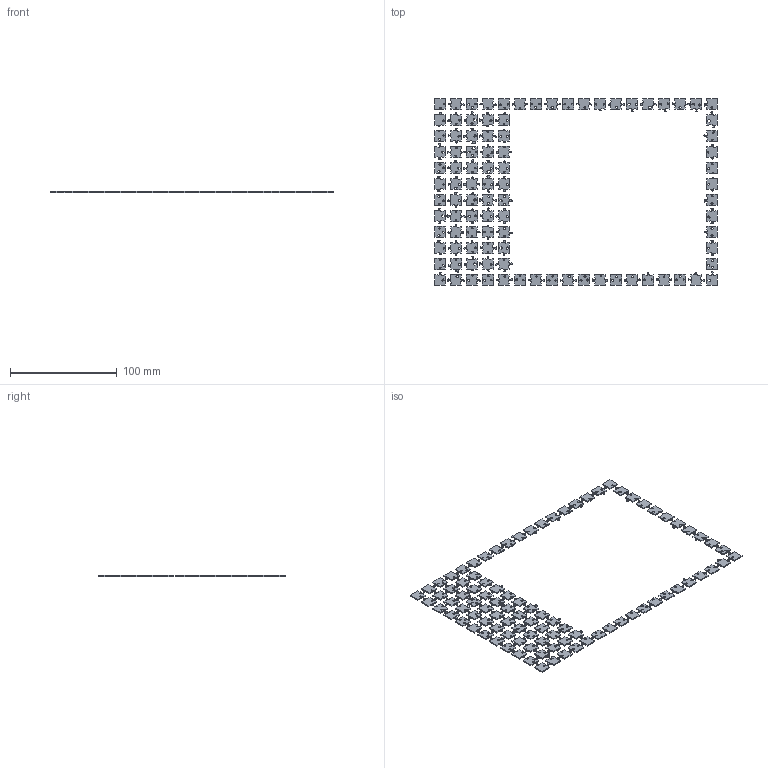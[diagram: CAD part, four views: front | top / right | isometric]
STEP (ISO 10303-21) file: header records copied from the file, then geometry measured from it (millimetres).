
FILE_DESCRIPTION(('HOOPS Exchange Step'),'2;1');
FILE_NAME('temp_export','2024-08-07T13:07:18+08:00',('sharma21'),('Shapr3D Limited'),'HOOPS Exchange 2024.2','Shapr3D','Authorized');
FILE_SCHEMA( ('AUTOMOTIVE_DESIGN { 1 0 10303 214 1 1 1 1 }') );
Length unit declared in the file: millimetre
Products named in the file (1): root
Bounding box: 265 x 175 x 1 mm (x, y, z)
Volume: 9656.7 mm3; surface area: 24777 mm2
Topology: 96 solids, 96 shells, 576 faces, 1152 edges, 768 vertices
Faces by surface type: bspline 324, plane 252
Entity records: 22117 total; most frequent: CARTESIAN_POINT 12357, ORIENTED_EDGE 2304, EDGE_CURVE 1152, DIRECTION 1010, VERTEX_POINT 768, B_SPLINE_CURVE_WITH_KNOTS 648, EDGE_LOOP 576, FACE_BOUND 576
